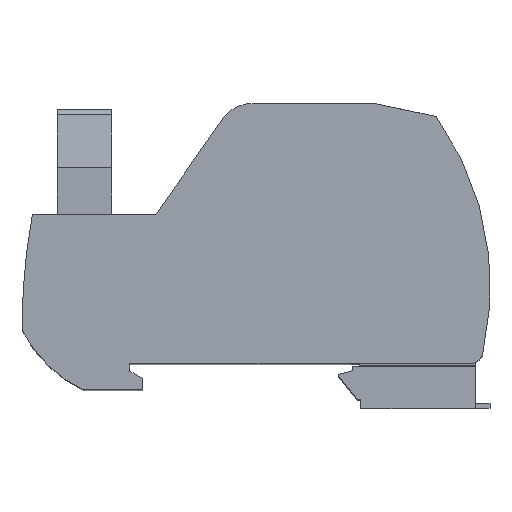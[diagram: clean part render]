
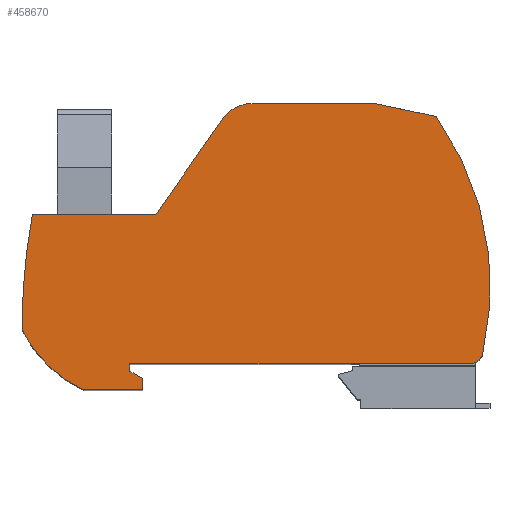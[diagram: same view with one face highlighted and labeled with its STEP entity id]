
A CAD part, top view. The second image highlights one B-rep face of the part: STEP entity #458670.
In plain terms, the highlighted planar face has unit normal (0, 0, 1).
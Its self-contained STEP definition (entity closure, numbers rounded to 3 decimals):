
#2450=CARTESIAN_POINT('',(-57.27,29.874,
-38.03));
#2460=DIRECTION('',(-0.866,0.5,0.));
#2470=VECTOR('',#2460,1.);
#2480=LINE('',#2450,#2470);
#2490=CARTESIAN_POINT('',(-7.,0.85,
-38.03));
#2500=VERTEX_POINT('',#2490);
#2510=CARTESIAN_POINT('',(-9.,2.005,
-38.03));
#2520=VERTEX_POINT('',#2510);
#2530=EDGE_CURVE('',#2500,#2520,#2480,.T.);
#3770=CARTESIAN_POINT('',(-25.822,-40.35,
-38.03));
#3780=VERTEX_POINT('',#3770);
#4180=CARTESIAN_POINT('',(-44.704,-40.35,
-38.03));
#4190=VERTEX_POINT('',#4180);
#4220=CARTESIAN_POINT('',(-57.27,-40.35,
-38.03));
#4230=DIRECTION('',(1.,0.,0.));
#4240=VECTOR('',#4230,1.);
#4250=LINE('',#4220,#4240);
#4260=EDGE_CURVE('',#4190,#3780,#4250,.T.);
#10600=CARTESIAN_POINT('',(-54.15,-38.342,
-38.03));
#10610=VERTEX_POINT('',#10600);
#10640=CARTESIAN_POINT('',(-57.27,-37.679,
-38.03));
#10650=DIRECTION('',(0.978,-0.208,0.));
#10660=VECTOR('',#10650,1.);
#10670=LINE('',#10640,#10660);
#10680=EDGE_CURVE('',#10610,#4190,#10670,.T.);
#431650=CARTESIAN_POINT('',(-59.261,-0.25,
-38.03));
#431660=VERTEX_POINT('',#431650);
#431710=CARTESIAN_POINT('',(-59.261,-2.38,
-38.03));
#431720=DIRECTION('',(0.,0.,1.));
#431730=DIRECTION('',(-1.,0.,0.));
#431740=AXIS2_PLACEMENT_3D('',#431710,#431720,#431730);
#431750=CIRCLE('',#431740,2.13);
#431760=CARTESIAN_POINT('',(-61.334,-1.892,
-38.03));
#431770=VERTEX_POINT('',#431760);
#431780=EDGE_CURVE('',#431660,#431770,#431750,.T.);
#433860=CARTESIAN_POINT('',(-17.529,-12.191,
-38.03));
#433870=DIRECTION('',(0.,0.,1.));
#433880=DIRECTION('',(-1.,0.,0.));
#433890=AXIS2_PLACEMENT_3D('',#433860,#433870,#433880);
#433900=CIRCLE('',#433890,45.);
#433910=EDGE_CURVE('',#431770,#10610,#433900,.T.);
#442700=CARTESIAN_POINT('',(-7.,-1.05,
-38.03));
#442710=DIRECTION('',(0.,1.,0.));
#442720=VECTOR('',#442710,1.);
#442730=LINE('',#442700,#442720);
#442740=CARTESIAN_POINT('',(-7.,-0.25,
-38.03));
#442750=VERTEX_POINT('',#442740);
#442760=EDGE_CURVE('',#442750,#2500,#442730,.T.);
#452290=CARTESIAN_POINT('',(-57.27,-0.25,
-38.03));
#452300=DIRECTION('',(-1.,0.,0.));
#452310=VECTOR('',#452300,1.);
#452320=LINE('',#452290,#452310);
#452330=EDGE_CURVE('',#442750,#431660,#452320,.T.);
#453260=CARTESIAN_POINT('',(-25.822,-34.85,
-38.03));
#453270=DIRECTION('',(0.,0.,1.));
#453280=DIRECTION('',(-1.,0.,0.));
#453290=AXIS2_PLACEMENT_3D('',#453260,#453270,#453280);
#453300=CIRCLE('',#453290,5.5);
#453310=CARTESIAN_POINT('',(-21.316,-38.004,
-38.03));
#453320=VERTEX_POINT('',#453310);
#453330=EDGE_CURVE('',#3780,#453320,#453300,.T.);
#453660=CARTESIAN_POINT('',(-57.27,-23.3,
-38.03));
#453670=DIRECTION('',(1.,0.,0.));
#453680=VECTOR('',#453670,1.);
#453690=LINE('',#453660,#453680);
#453700=CARTESIAN_POINT('',(-11.02,-23.3,
-38.03));
#453710=VERTEX_POINT('',#453700);
#453720=CARTESIAN_POINT('',(8.003,-23.3,
-38.03));
#453730=VERTEX_POINT('',#453720);
#453740=EDGE_CURVE('',#453710,#453730,#453690,.T.);
#454400=CARTESIAN_POINT('',(-90.4,-5.5,
-38.03));
#454410=DIRECTION('',(0.,0.,1.));
#454420=DIRECTION('',(1.,0.,0.));
#454430=AXIS2_PLACEMENT_3D('',#454400,#454410,#454420);
#454440=CIRCLE('',#454430,100.);
#454450=CARTESIAN_POINT('',(9.6,-5.5,
-38.03));
#454460=VERTEX_POINT('',#454450);
#454470=EDGE_CURVE('',#453730,#454460,#454440,.T.);
#454720=CARTESIAN_POINT('',(-8.314,-14.394,
-38.03));
#454730=DIRECTION('',(0.,0.,1.));
#454740=DIRECTION('',(-0.985,0.174,0.));
#454750=AXIS2_PLACEMENT_3D('',#454720,#454730,#454740);
#454760=CIRCLE('',#454750,20.);
#454770=CARTESIAN_POINT('',(0.1,3.75,
-38.03));
#454780=VERTEX_POINT('',#454770);
#454790=EDGE_CURVE('',#454460,#454780,#454760,.T.);
#455040=CARTESIAN_POINT('',(-57.27,3.75,
-38.03));
#455050=DIRECTION('',(-1.,0.,0.));
#455060=VECTOR('',#455050,1.);
#455070=LINE('',#455040,#455060);
#455080=CARTESIAN_POINT('',(-9.,3.75,
-38.03));
#455090=VERTEX_POINT('',#455080);
#455100=EDGE_CURVE('',#454780,#455090,#455070,.T.);
#455350=CARTESIAN_POINT('',(-9.,-1.05,
-38.03));
#455360=DIRECTION('',(0.,-1.,0.));
#455370=VECTOR('',#455360,1.);
#455380=LINE('',#455350,#455370);
#455390=EDGE_CURVE('',#455090,#2520,#455380,.T.);
#458270=CARTESIAN_POINT('',(4.559,-1.05,
-38.03));
#458280=DIRECTION('',(-0.574,-0.819,0.));
#458290=VECTOR('',#458280,1.);
#458300=LINE('',#458270,#458290);
#458310=EDGE_CURVE('',#453710,#453320,#458300,.T.);
#458460=CARTESIAN_POINT('',(-32.881,-14.975,
-38.03));
#458470=DIRECTION('',(0.,0.,1.));
#458480=DIRECTION('',(-1.,0.,0.));
#458490=AXIS2_PLACEMENT_3D('',#458460,#458470,#458480);
#458500=PLANE('',#458490);
#458510=ORIENTED_EDGE('',*,*,#454470,.T.);
#458520=ORIENTED_EDGE('',*,*,#453740,.T.);
#458530=ORIENTED_EDGE('',*,*,#458310,.F.);
#458540=ORIENTED_EDGE('',*,*,#453330,.T.);
#458550=ORIENTED_EDGE('',*,*,#4260,.T.);
#458560=ORIENTED_EDGE('',*,*,#10680,.T.);
#458570=ORIENTED_EDGE('',*,*,#433910,.T.);
#458580=ORIENTED_EDGE('',*,*,#431780,.T.);
#458590=ORIENTED_EDGE('',*,*,#452330,.T.);
#458600=ORIENTED_EDGE('',*,*,#442760,.F.);
#458610=ORIENTED_EDGE('',*,*,#2530,.F.);
#458620=ORIENTED_EDGE('',*,*,#455390,.T.);
#458630=ORIENTED_EDGE('',*,*,#455100,.T.);
#458640=ORIENTED_EDGE('',*,*,#454790,.T.);
#458650=EDGE_LOOP('',(#458640,#458630,#458620,#458610,#458600,#458590,
#458580,#458570,#458560,#458550,#458540,#458530,#458520,#458510));
#458660=FACE_OUTER_BOUND('',#458650,.T.);
#458670=ADVANCED_FACE('',(#458660),#458500,.T.);
